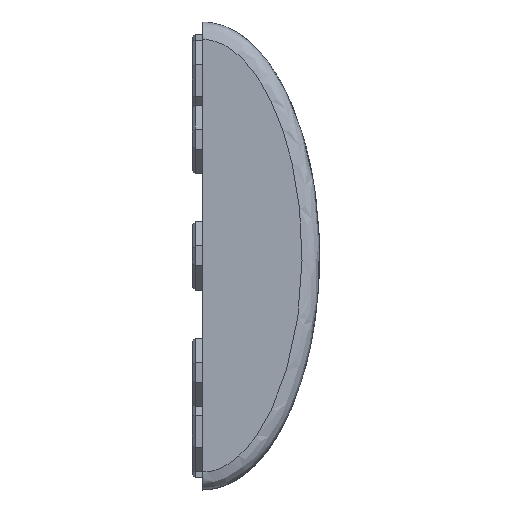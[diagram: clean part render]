
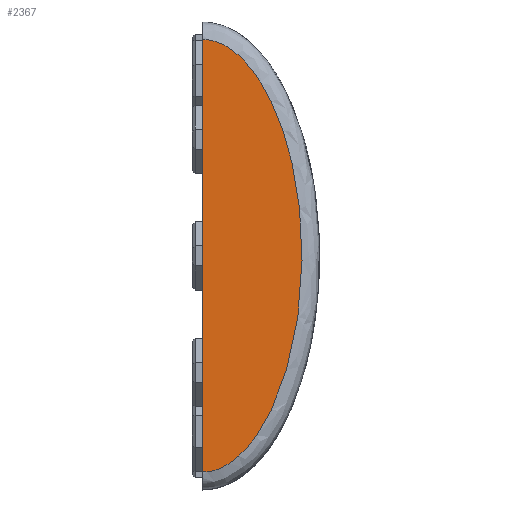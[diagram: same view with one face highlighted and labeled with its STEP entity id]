
A CAD part, top view. The second image highlights one B-rep face of the part: STEP entity #2367.
In plain terms, the highlighted planar face has unit normal (0, 0, 1).
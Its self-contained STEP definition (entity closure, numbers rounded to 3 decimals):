
#78=B_SPLINE_CURVE_WITH_KNOTS('',3,(#4166,#4167,#4168,#4169,#4170,#4171,
#4172,#4173,#4174,#4175,#4176,#4177,#4178,#4179,#4180,#4181,#4182,#4183,
#4184,#4185,#4186,#4187,#4188,#4189,#4190,#4191,#4192,#4193,#4194,#4195,
#4196,#4197,#4198,#4199,#4200,#4201,#4202,#4203,#4204,#4205,#4206,#4207,
#4208,#4209,#4210,#4211,#4212,#4213,#4214,#4215,#4216,#4217,#4218,#4219,
#4220),.UNSPECIFIED.,.F.,.F.,(4,3,3,3,3,3,3,3,3,3,3,3,3,3,3,3,3,3,4),(-9.057,
-8.901,-8.745,-8.432,-7.807,
-7.182,-7.113,-6.558,-5.598,
-5.308,-4.058,-2.808,-2.496,
-2.183,-1.559,-0.934,-0.621,
-0.465,-0.309),.UNSPECIFIED.);
#176=FACE_OUTER_BOUND('',#329,.T.);
#329=EDGE_LOOP('',(#1984,#1985));
#611=LINE('',#3784,#905);
#905=VECTOR('',#2994,10.);
#1117=VERTEX_POINT('',#3775);
#1118=VERTEX_POINT('',#3783);
#1405=EDGE_CURVE('',#1118,#1117,#611,.T.);
#1451=EDGE_CURVE('',#1118,#1117,#78,.T.);
#1984=ORIENTED_EDGE('',*,*,#1451,.F.);
#1985=ORIENTED_EDGE('',*,*,#1405,.T.);
#2239=PLANE('',#2521);
#2367=ADVANCED_FACE('',(#176),#2239,.T.);
#2521=AXIS2_PLACEMENT_3D('',#4221,#3033,#3034);
#2994=DIRECTION('',(0.,-1.,0.));
#3033=DIRECTION('center_axis',(0.,0.,1.));
#3034=DIRECTION('ref_axis',(1.,0.,0.));
#3775=CARTESIAN_POINT('',(0.,-37.,45.));
#3783=CARTESIAN_POINT('',(0.,37.,45.));
#3784=CARTESIAN_POINT('',(0.,20.,45.));
#4166=CARTESIAN_POINT('Ctrl Pts',(0.,37.,45.));
#4167=CARTESIAN_POINT('Ctrl Pts',(0.521,37.,45.));
#4168=CARTESIAN_POINT('Ctrl Pts',(1.041,36.941,45.));
#4169=CARTESIAN_POINT('Ctrl Pts',(1.55,36.828,45.));
#4170=CARTESIAN_POINT('Ctrl Pts',(2.058,36.716,45.));
#4171=CARTESIAN_POINT('Ctrl Pts',(2.555,36.551,45.));
#4172=CARTESIAN_POINT('Ctrl Pts',(3.033,36.344,45.));
#4173=CARTESIAN_POINT('Ctrl Pts',(3.989,35.932,45.));
#4174=CARTESIAN_POINT('Ctrl Pts',(4.869,35.354,45.));
#4175=CARTESIAN_POINT('Ctrl Pts',(5.675,34.696,45.));
#4176=CARTESIAN_POINT('Ctrl Pts',(7.288,33.378,45.));
#4177=CARTESIAN_POINT('Ctrl Pts',(8.607,31.733,45.));
#4178=CARTESIAN_POINT('Ctrl Pts',(9.736,29.98,45.));
#4179=CARTESIAN_POINT('Ctrl Pts',(10.864,28.227,45.));
#4180=CARTESIAN_POINT('Ctrl Pts',(11.802,26.364,45.));
#4181=CARTESIAN_POINT('Ctrl Pts',(12.602,24.442,45.));
#4182=CARTESIAN_POINT('Ctrl Pts',(12.691,24.227,45.));
#4183=CARTESIAN_POINT('Ctrl Pts',(12.779,24.011,45.));
#4184=CARTESIAN_POINT('Ctrl Pts',(12.865,23.794,45.));
#4185=CARTESIAN_POINT('Ctrl Pts',(13.549,22.075,45.));
#4186=CARTESIAN_POINT('Ctrl Pts',(14.126,20.312,45.));
#4187=CARTESIAN_POINT('Ctrl Pts',(14.619,18.528,45.));
#4188=CARTESIAN_POINT('Ctrl Pts',(15.471,15.444,45.));
#4189=CARTESIAN_POINT('Ctrl Pts',(16.068,12.299,45.));
#4190=CARTESIAN_POINT('Ctrl Pts',(16.454,9.127,45.));
#4191=CARTESIAN_POINT('Ctrl Pts',(16.571,8.166,45.));
#4192=CARTESIAN_POINT('Ctrl Pts',(16.668,7.203,45.));
#4193=CARTESIAN_POINT('Ctrl Pts',(16.747,6.238,45.));
#4194=CARTESIAN_POINT('Ctrl Pts',(17.086,2.088,45.));
#4195=CARTESIAN_POINT('Ctrl Pts',(17.087,-2.089,45.));
#4196=CARTESIAN_POINT('Ctrl Pts',(16.747,-6.239,45.));
#4197=CARTESIAN_POINT('Ctrl Pts',(16.407,-10.389,45.));
#4198=CARTESIAN_POINT('Ctrl Pts',(15.727,-14.51,45.));
#4199=CARTESIAN_POINT('Ctrl Pts',(14.619,-18.528,45.));
#4200=CARTESIAN_POINT('Ctrl Pts',(14.342,-19.532,45.));
#4201=CARTESIAN_POINT('Ctrl Pts',(14.038,-20.53,45.));
#4202=CARTESIAN_POINT('Ctrl Pts',(13.703,-21.517,45.));
#4203=CARTESIAN_POINT('Ctrl Pts',(13.368,-22.504,45.));
#4204=CARTESIAN_POINT('Ctrl Pts',(13.001,-23.48,45.));
#4205=CARTESIAN_POINT('Ctrl Pts',(12.601,-24.441,45.));
#4206=CARTESIAN_POINT('Ctrl Pts',(11.801,-26.364,45.));
#4207=CARTESIAN_POINT('Ctrl Pts',(10.864,-28.226,45.));
#4208=CARTESIAN_POINT('Ctrl Pts',(9.736,-29.98,45.));
#4209=CARTESIAN_POINT('Ctrl Pts',(8.608,-31.734,45.));
#4210=CARTESIAN_POINT('Ctrl Pts',(7.288,-33.378,45.));
#4211=CARTESIAN_POINT('Ctrl Pts',(5.675,-34.696,45.));
#4212=CARTESIAN_POINT('Ctrl Pts',(4.869,-35.354,45.));
#4213=CARTESIAN_POINT('Ctrl Pts',(3.989,-35.932,45.));
#4214=CARTESIAN_POINT('Ctrl Pts',(3.033,-36.344,45.));
#4215=CARTESIAN_POINT('Ctrl Pts',(2.555,-36.551,45.));
#4216=CARTESIAN_POINT('Ctrl Pts',(2.058,-36.716,45.));
#4217=CARTESIAN_POINT('Ctrl Pts',(1.55,-36.828,45.));
#4218=CARTESIAN_POINT('Ctrl Pts',(1.041,-36.941,45.));
#4219=CARTESIAN_POINT('Ctrl Pts',(0.521,-37.,45.));
#4220=CARTESIAN_POINT('Ctrl Pts',(0.,-37.,45.));
#4221=CARTESIAN_POINT('Origin',(10.,0.,45.));
